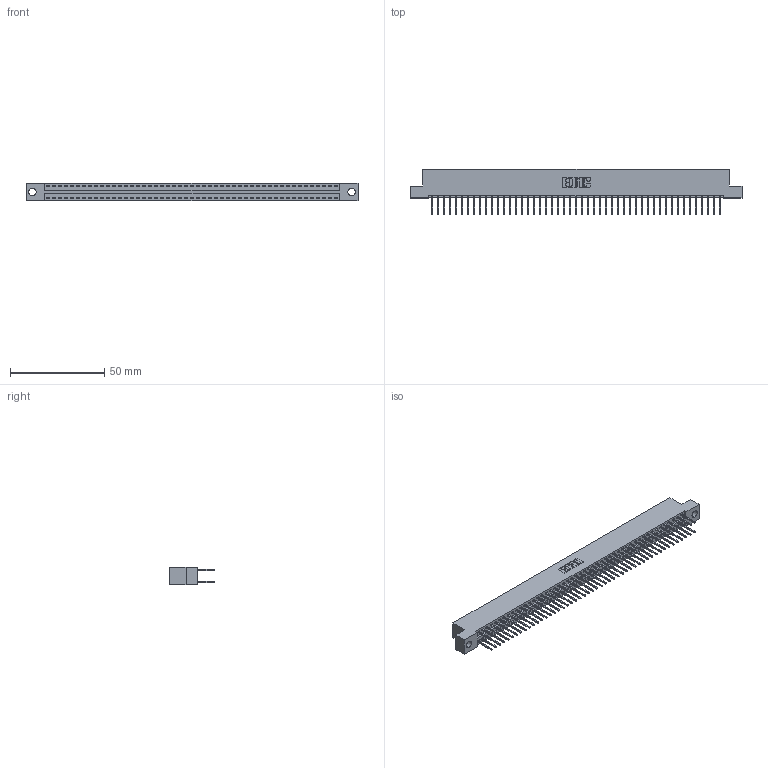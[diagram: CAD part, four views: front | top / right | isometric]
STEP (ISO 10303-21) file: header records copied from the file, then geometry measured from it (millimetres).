
FILE_DESCRIPTION (( 'STEP AP203' ), '1' );
FILE_NAME ('396-098-526-204.STEP', '2018-09-14T04:46:40', ( '' ), ( '' ), 'SwSTEP 2.0', 'SolidWorks 2016', '' );
FILE_SCHEMA (( 'CONFIG_CONTROL_DESIGN' ));
Length unit declared in the file: inch
Products named in the file (3): 346 Part_Flush Mounting Lugs - 0.156 Dia-TH; 345-292-001_345-293-126; 396-098-526-204
Assembly tree (99 placements, depth 2):
  396-098-526-204
    346 Part_Flush Mounting Lugs - 0.156 Dia-TH
    345-292-001_345-293-126  x98
Bounding box: 176.15 x 24.13 x 9.4 mm (x, y, z)
Volume: 17304 mm3; surface area: 24428.1 mm2
Topology: 99 solids, 99 shells, 5218 faces, 15519 edges, 10214 vertices
Faces by surface type: plane 3506, cylinder 1712
Entity records: 31057 total; most frequent: CARTESIAN_POINT 5108, ORIENTED_EDGE 5042, DIRECTION 4553, EDGE_CURVE 2521, LINE 2193, VECTOR 2193, VERTEX_POINT 1678, AXIS2_PLACEMENT_3D 1180
